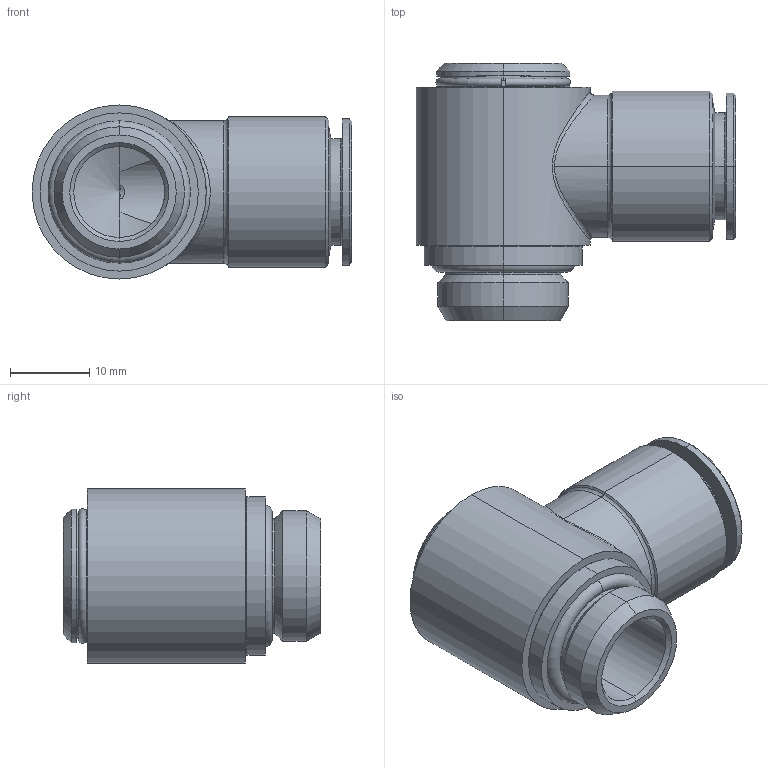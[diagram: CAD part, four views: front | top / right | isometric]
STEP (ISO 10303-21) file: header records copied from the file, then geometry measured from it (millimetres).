
FILE_DESCRIPTION (( 'STEP AP203' ), '1' );
FILE_NAME ('A0080063.STEP', '2009-03-02T13:44:27', ( 'UT1' ), ( '' ), 'SwSTEP 2.0', 'SolidWorks 2009', '' );
FILE_SCHEMA (( 'CONFIG_CONTROL_DESIGN' ));
Length unit declared in the file: millimetre
Products named in the file (1): A0080063
Bounding box: 40.4 x 32.5 x 22 mm (x, y, z)
Volume: 10262.3 mm3; surface area: 5960.9 mm2
Topology: 1 solids, 1 shells, 97 faces, 212 edges, 122 vertices
Faces by surface type: cone 32, cylinder 31, plane 27, torus 5, bspline 2
Entity records: 3306 total; most frequent: CARTESIAN_POINT 1105, DIRECTION 476, ORIENTED_EDGE 416, EDGE_CURVE 208, AXIS2_PLACEMENT_3D 194, VERTEX_POINT 122, EDGE_LOOP 108, CIRCLE 98
